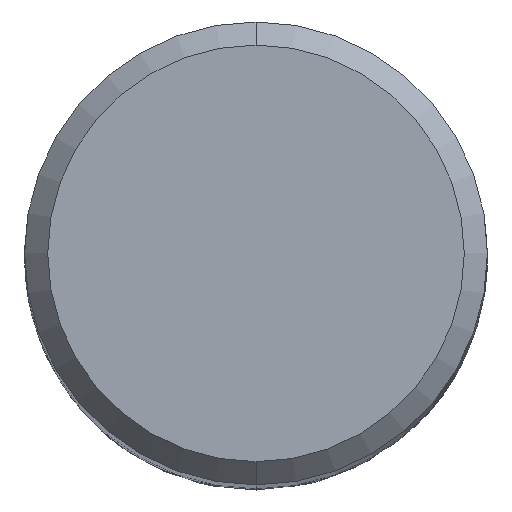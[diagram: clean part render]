
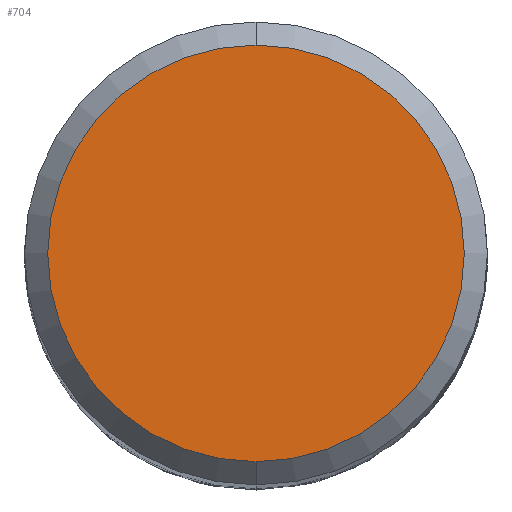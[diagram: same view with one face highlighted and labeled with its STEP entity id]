
A CAD part, top view. The second image highlights one B-rep face of the part: STEP entity #704.
In plain terms, the highlighted planar face has unit normal (0, 0, 1).
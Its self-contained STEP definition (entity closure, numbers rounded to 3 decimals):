
#462=EDGE_CURVE('',#662,#1000,#1290,.T.);
#662=VERTEX_POINT('',#1509);
#704=ADVANCED_FACE('',(#1555),#1556,.T.);
#1000=VERTEX_POINT('',#1879);
#1112=EDGE_CURVE('',#1000,#662,#2003,.T.);
#1290=CIRCLE('',#2388,3.6);
#1509=CARTESIAN_POINT('',(0.,-3.6,0.0));
#1555=FACE_OUTER_BOUND('',#3495,.T.);
#1556=PLANE('',#3496);
#1879=CARTESIAN_POINT('',(0.0,3.6,0.0));
#2003=CIRCLE('',#6889,3.6);
#2388=AXIS2_PLACEMENT_3D('',#8094,#8095,#8096);
#3495=EDGE_LOOP('',(#8414,#8415));
#3496=AXIS2_PLACEMENT_3D('',#8416,#8417,#8418);
#6889=AXIS2_PLACEMENT_3D('',#8957,#8958,#8959);
#8094=CARTESIAN_POINT('',(0.0,0.0,0.0));
#8095=DIRECTION('',(0.0,0.0,-1.0));
#8096=DIRECTION('',(0.0,1.0,0.0));
#8414=ORIENTED_EDGE('',*,*,#1112,.F.);
#8415=ORIENTED_EDGE('',*,*,#462,.F.);
#8416=CARTESIAN_POINT('',(0.0,1.8,0.0));
#8417=DIRECTION('',(-0.0,0.0,1.0));
#8418=DIRECTION('',(0.0,-1.0,0.0));
#8957=CARTESIAN_POINT('',(0.0,0.0,0.0));
#8958=DIRECTION('',(0.0,0.0,-1.0));
#8959=DIRECTION('',(0.0,1.0,0.0));
